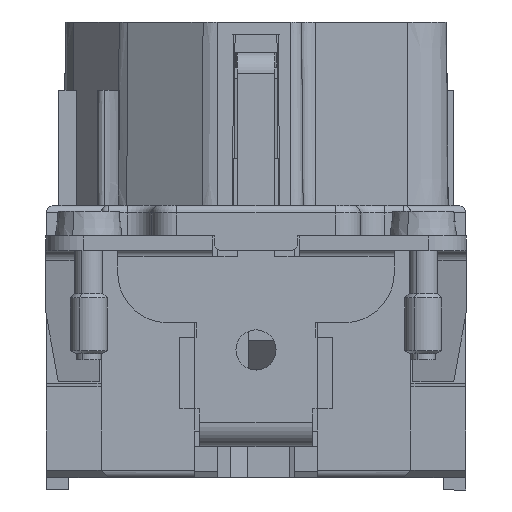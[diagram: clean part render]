
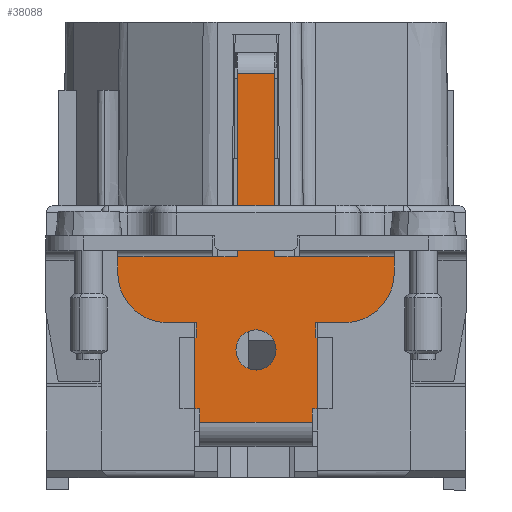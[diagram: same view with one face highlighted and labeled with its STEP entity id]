
A CAD part, front view. The second image highlights one B-rep face of the part: STEP entity #38088.
In plain terms, the highlighted planar face has unit normal (0, -1, 0).
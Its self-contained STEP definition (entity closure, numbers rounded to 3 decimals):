
#35688=AXIS2_PLACEMENT_3D('Circle Axis2P3D',#35686,#35687,$) ;
#36267=AXIS2_PLACEMENT_3D('Circle Axis2P3D',#36265,#36266,$) ;
#37986=AXIS2_PLACEMENT_3D('Circle Axis2P3D',#37984,#37985,$) ;
#38010=AXIS2_PLACEMENT_3D('Circle Axis2P3D',#38008,#38009,$) ;
#38037=AXIS2_PLACEMENT_3D('Plane Axis2P3D',#38034,#38035,#38036) ;
#35554=CARTESIAN_POINT('Line Origine',(19.45,9.05,18.8)) ;
#35558=CARTESIAN_POINT('Vertex',(18.45,9.05,18.8)) ;
#35560=CARTESIAN_POINT('Vertex',(20.45,9.05,18.8)) ;
#35608=CARTESIAN_POINT('Line Origine',(16.95,9.05,18.8)) ;
#35612=CARTESIAN_POINT('Vertex',(28.1,9.05,18.8)) ;
#35636=CARTESIAN_POINT('Vertex',(28.1,9.05,17.5)) ;
#35660=CARTESIAN_POINT('Line Origine',(28.1,9.05,18.15)) ;
#35686=CARTESIAN_POINT('Axis2P3D Location',(24.1,9.05,17.5)) ;
#35690=CARTESIAN_POINT('Vertex',(24.1,9.05,13.5)) ;
#35710=CARTESIAN_POINT('Line Origine',(22.925,9.05,13.5)) ;
#35714=CARTESIAN_POINT('Vertex',(21.75,9.05,13.5)) ;
#35741=CARTESIAN_POINT('Line Origine',(21.75,9.05,12.9)) ;
#35745=CARTESIAN_POINT('Vertex',(21.75,9.05,12.3)) ;
#35779=CARTESIAN_POINT('Line Origine',(21.825,9.05,12.3)) ;
#35783=CARTESIAN_POINT('Vertex',(21.9,9.05,12.3)) ;
#35834=CARTESIAN_POINT('Line Origine',(21.9,9.05,9.425)) ;
#35838=CARTESIAN_POINT('Vertex',(21.9,9.05,6.55)) ;
#35872=CARTESIAN_POINT('Line Origine',(21.7,9.05,6.55)) ;
#35876=CARTESIAN_POINT('Vertex',(21.5,9.05,6.55)) ;
#35941=CARTESIAN_POINT('Line Origine',(21.5,9.05,6.)) ;
#35945=CARTESIAN_POINT('Vertex',(21.5,9.05,5.45)) ;
#35976=CARTESIAN_POINT('Line Origine',(16.95,9.05,5.45)) ;
#35980=CARTESIAN_POINT('Vertex',(12.4,9.05,5.45)) ;
#36021=CARTESIAN_POINT('Line Origine',(12.4,9.05,6.)) ;
#36025=CARTESIAN_POINT('Vertex',(12.4,9.05,6.55)) ;
#36072=CARTESIAN_POINT('Line Origine',(12.2,9.05,6.55)) ;
#36076=CARTESIAN_POINT('Vertex',(12.,9.05,6.55)) ;
#36127=CARTESIAN_POINT('Line Origine',(12.,9.05,9.425)) ;
#36131=CARTESIAN_POINT('Vertex',(12.,9.05,12.3)) ;
#36160=CARTESIAN_POINT('Line Origine',(12.075,9.05,12.3)) ;
#36164=CARTESIAN_POINT('Vertex',(12.15,9.05,12.3)) ;
#36201=CARTESIAN_POINT('Line Origine',(12.15,9.05,12.9)) ;
#36205=CARTESIAN_POINT('Vertex',(12.15,9.05,13.5)) ;
#36234=CARTESIAN_POINT('Line Origine',(10.975,9.05,13.5)) ;
#36238=CARTESIAN_POINT('Vertex',(9.8,9.05,13.5)) ;
#36265=CARTESIAN_POINT('Axis2P3D Location',(9.8,9.05,17.5)) ;
#36269=CARTESIAN_POINT('Vertex',(5.8,9.05,17.5)) ;
#36289=CARTESIAN_POINT('Line Origine',(5.8,9.05,18.15)) ;
#36293=CARTESIAN_POINT('Vertex',(5.8,9.05,18.8)) ;
#36331=CARTESIAN_POINT('Line Origine',(16.95,9.05,18.8)) ;
#36335=CARTESIAN_POINT('Vertex',(13.45,9.05,18.8)) ;
#36371=CARTESIAN_POINT('Line Origine',(14.45,9.05,18.8)) ;
#36375=CARTESIAN_POINT('Vertex',(15.45,9.05,18.8)) ;
#37981=CARTESIAN_POINT('Vertex',(15.329,9.05,11.3)) ;
#37984=CARTESIAN_POINT('Axis2P3D Location',(16.95,9.05,11.3)) ;
#37988=CARTESIAN_POINT('Vertex',(18.571,9.05,11.3)) ;
#38008=CARTESIAN_POINT('Axis2P3D Location',(16.95,9.05,11.3)) ;
#38034=CARTESIAN_POINT('Axis2P3D Location',(16.95,9.05,19.3)) ;
#38039=CARTESIAN_POINT('Line Origine',(16.95,9.05,33.6)) ;
#38043=CARTESIAN_POINT('Vertex',(15.45,9.05,33.6)) ;
#38045=CARTESIAN_POINT('Vertex',(18.45,9.05,33.6)) ;
#38048=CARTESIAN_POINT('Line Origine',(15.45,9.05,26.2)) ;
#38053=CARTESIAN_POINT('Line Origine',(18.45,9.05,26.2)) ;
#35555=DIRECTION('Vector Direction',(1.,0.,0.)) ;
#35609=DIRECTION('Vector Direction',(1.,0.,0.)) ;
#35661=DIRECTION('Vector Direction',(0.,0.,1.)) ;
#35687=DIRECTION('Axis2P3D Direction',(0.,1.,0.)) ;
#35711=DIRECTION('Vector Direction',(-1.,0.,0.)) ;
#35742=DIRECTION('Vector Direction',(0.,0.,1.)) ;
#35780=DIRECTION('Vector Direction',(1.,0.,0.)) ;
#35835=DIRECTION('Vector Direction',(0.,0.,1.)) ;
#35873=DIRECTION('Vector Direction',(-1.,0.,0.)) ;
#35942=DIRECTION('Vector Direction',(0.,0.,1.)) ;
#35977=DIRECTION('Vector Direction',(1.,0.,0.)) ;
#36022=DIRECTION('Vector Direction',(0.,0.,-1.)) ;
#36073=DIRECTION('Vector Direction',(-1.,0.,0.)) ;
#36128=DIRECTION('Vector Direction',(0.,0.,1.)) ;
#36161=DIRECTION('Vector Direction',(1.,0.,0.)) ;
#36202=DIRECTION('Vector Direction',(0.,0.,-1.)) ;
#36235=DIRECTION('Vector Direction',(-1.,0.,0.)) ;
#36266=DIRECTION('Axis2P3D Direction',(0.,1.,0.)) ;
#36290=DIRECTION('Vector Direction',(0.,0.,-1.)) ;
#36332=DIRECTION('Vector Direction',(1.,0.,0.)) ;
#36372=DIRECTION('Vector Direction',(1.,0.,0.)) ;
#37985=DIRECTION('Axis2P3D Direction',(0.,1.,0.)) ;
#38009=DIRECTION('Axis2P3D Direction',(0.,1.,0.)) ;
#38035=DIRECTION('Axis2P3D Direction',(0.,1.,0.)) ;
#38036=DIRECTION('Axis2P3D XDirection',(1.,0.,0.)) ;
#38040=DIRECTION('Vector Direction',(1.,0.,0.)) ;
#38049=DIRECTION('Vector Direction',(0.,0.,-1.)) ;
#38054=DIRECTION('Vector Direction',(0.,0.,-1.)) ;
#35556=VECTOR('Line Direction',#35555,1.) ;
#35610=VECTOR('Line Direction',#35609,1.) ;
#35662=VECTOR('Line Direction',#35661,1.) ;
#35712=VECTOR('Line Direction',#35711,1.) ;
#35743=VECTOR('Line Direction',#35742,1.) ;
#35781=VECTOR('Line Direction',#35780,1.) ;
#35836=VECTOR('Line Direction',#35835,1.) ;
#35874=VECTOR('Line Direction',#35873,1.) ;
#35943=VECTOR('Line Direction',#35942,1.) ;
#35978=VECTOR('Line Direction',#35977,1.) ;
#36023=VECTOR('Line Direction',#36022,1.) ;
#36074=VECTOR('Line Direction',#36073,1.) ;
#36129=VECTOR('Line Direction',#36128,1.) ;
#36162=VECTOR('Line Direction',#36161,1.) ;
#36203=VECTOR('Line Direction',#36202,1.) ;
#36236=VECTOR('Line Direction',#36235,1.) ;
#36291=VECTOR('Line Direction',#36290,1.) ;
#36333=VECTOR('Line Direction',#36332,1.) ;
#36373=VECTOR('Line Direction',#36372,1.) ;
#38041=VECTOR('Line Direction',#38040,1.) ;
#38050=VECTOR('Line Direction',#38049,1.) ;
#38055=VECTOR('Line Direction',#38054,1.) ;
#38059=ORIENTED_EDGE('',*,*,#38047,.F.) ;
#38060=ORIENTED_EDGE('',*,*,#38052,.T.) ;
#38061=ORIENTED_EDGE('',*,*,#36377,.F.) ;
#38062=ORIENTED_EDGE('',*,*,#36337,.F.) ;
#38063=ORIENTED_EDGE('',*,*,#36295,.F.) ;
#38064=ORIENTED_EDGE('',*,*,#36271,.F.) ;
#38065=ORIENTED_EDGE('',*,*,#36240,.F.) ;
#38066=ORIENTED_EDGE('',*,*,#36207,.F.) ;
#38067=ORIENTED_EDGE('',*,*,#36166,.F.) ;
#38068=ORIENTED_EDGE('',*,*,#36133,.T.) ;
#38069=ORIENTED_EDGE('',*,*,#36078,.F.) ;
#38070=ORIENTED_EDGE('',*,*,#36027,.F.) ;
#38071=ORIENTED_EDGE('',*,*,#35982,.F.) ;
#38072=ORIENTED_EDGE('',*,*,#35947,.F.) ;
#38073=ORIENTED_EDGE('',*,*,#35878,.F.) ;
#38074=ORIENTED_EDGE('',*,*,#35840,.T.) ;
#38075=ORIENTED_EDGE('',*,*,#35785,.F.) ;
#38076=ORIENTED_EDGE('',*,*,#35747,.F.) ;
#38077=ORIENTED_EDGE('',*,*,#35716,.F.) ;
#38078=ORIENTED_EDGE('',*,*,#35692,.F.) ;
#38079=ORIENTED_EDGE('',*,*,#35664,.F.) ;
#38080=ORIENTED_EDGE('',*,*,#35614,.F.) ;
#38081=ORIENTED_EDGE('',*,*,#35562,.F.) ;
#38082=ORIENTED_EDGE('',*,*,#38057,.F.) ;
#38085=ORIENTED_EDGE('',*,*,#38012,.T.) ;
#38086=ORIENTED_EDGE('',*,*,#37990,.T.) ;
#38087=FACE_BOUND('',#38084,.T.) ;
#38088=ADVANCED_FACE('HDC HEEE 64 FC.1\\PE.1\\HDC HDD PEKO F.1\\Hauptk\X2\00F6\X0\rper',(#38083,#38087),#38038,.F.) ;
#35689=CIRCLE('generated circle',#35688,4.) ;
#36268=CIRCLE('generated circle',#36267,4.) ;
#37987=CIRCLE('generated circle',#37986,1.621) ;
#38011=CIRCLE('generated circle',#38010,1.621) ;
#35562=EDGE_CURVE('',#35559,#35561,#35557,.T.) ;
#35614=EDGE_CURVE('',#35561,#35613,#35611,.T.) ;
#35664=EDGE_CURVE('',#35613,#35637,#35663,.F.) ;
#35692=EDGE_CURVE('',#35637,#35691,#35689,.T.) ;
#35716=EDGE_CURVE('',#35691,#35715,#35713,.T.) ;
#35747=EDGE_CURVE('',#35715,#35746,#35744,.F.) ;
#35785=EDGE_CURVE('',#35746,#35784,#35782,.T.) ;
#35840=EDGE_CURVE('',#35839,#35784,#35837,.T.) ;
#35878=EDGE_CURVE('',#35839,#35877,#35875,.T.) ;
#35947=EDGE_CURVE('',#35877,#35946,#35944,.F.) ;
#35982=EDGE_CURVE('',#35946,#35981,#35979,.F.) ;
#36027=EDGE_CURVE('',#35981,#36026,#36024,.F.) ;
#36078=EDGE_CURVE('',#36026,#36077,#36075,.T.) ;
#36133=EDGE_CURVE('',#36132,#36077,#36130,.F.) ;
#36166=EDGE_CURVE('',#36132,#36165,#36163,.T.) ;
#36207=EDGE_CURVE('',#36165,#36206,#36204,.F.) ;
#36240=EDGE_CURVE('',#36206,#36239,#36237,.T.) ;
#36271=EDGE_CURVE('',#36239,#36270,#36268,.T.) ;
#36295=EDGE_CURVE('',#36270,#36294,#36292,.F.) ;
#36337=EDGE_CURVE('',#36294,#36336,#36334,.T.) ;
#36377=EDGE_CURVE('',#36336,#36376,#36374,.T.) ;
#37990=EDGE_CURVE('',#37989,#37982,#37987,.T.) ;
#38012=EDGE_CURVE('',#37982,#37989,#38011,.T.) ;
#38047=EDGE_CURVE('',#38044,#38046,#38042,.T.) ;
#38052=EDGE_CURVE('',#38044,#36376,#38051,.T.) ;
#38057=EDGE_CURVE('',#38046,#35559,#38056,.T.) ;
#38058=EDGE_LOOP('',(#38059,#38060,#38061,#38062,#38063,#38064,#38065,#38066,#38067,#38068,#38069,#38070,#38071,#38072,#38073,#38074,#38075,#38076,#38077,#38078,#38079,#38080,#38081,#38082)) ;
#38084=EDGE_LOOP('',(#38085,#38086)) ;
#38083=FACE_OUTER_BOUND('',#38058,.T.) ;
#35557=LINE('Line',#35554,#35556) ;
#35611=LINE('Line',#35608,#35610) ;
#35663=LINE('Line',#35660,#35662) ;
#35713=LINE('Line',#35710,#35712) ;
#35744=LINE('Line',#35741,#35743) ;
#35782=LINE('Line',#35779,#35781) ;
#35837=LINE('Line',#35834,#35836) ;
#35875=LINE('Line',#35872,#35874) ;
#35944=LINE('Line',#35941,#35943) ;
#35979=LINE('Line',#35976,#35978) ;
#36024=LINE('Line',#36021,#36023) ;
#36075=LINE('Line',#36072,#36074) ;
#36130=LINE('Line',#36127,#36129) ;
#36163=LINE('Line',#36160,#36162) ;
#36204=LINE('Line',#36201,#36203) ;
#36237=LINE('Line',#36234,#36236) ;
#36292=LINE('Line',#36289,#36291) ;
#36334=LINE('Line',#36331,#36333) ;
#36374=LINE('Line',#36371,#36373) ;
#38042=LINE('Line',#38039,#38041) ;
#38051=LINE('Line',#38048,#38050) ;
#38056=LINE('Line',#38053,#38055) ;
#38038=PLANE('',#38037) ;
#35559=VERTEX_POINT('',#35558) ;
#35561=VERTEX_POINT('',#35560) ;
#35613=VERTEX_POINT('',#35612) ;
#35637=VERTEX_POINT('',#35636) ;
#35691=VERTEX_POINT('',#35690) ;
#35715=VERTEX_POINT('',#35714) ;
#35746=VERTEX_POINT('',#35745) ;
#35784=VERTEX_POINT('',#35783) ;
#35839=VERTEX_POINT('',#35838) ;
#35877=VERTEX_POINT('',#35876) ;
#35946=VERTEX_POINT('',#35945) ;
#35981=VERTEX_POINT('',#35980) ;
#36026=VERTEX_POINT('',#36025) ;
#36077=VERTEX_POINT('',#36076) ;
#36132=VERTEX_POINT('',#36131) ;
#36165=VERTEX_POINT('',#36164) ;
#36206=VERTEX_POINT('',#36205) ;
#36239=VERTEX_POINT('',#36238) ;
#36270=VERTEX_POINT('',#36269) ;
#36294=VERTEX_POINT('',#36293) ;
#36336=VERTEX_POINT('',#36335) ;
#36376=VERTEX_POINT('',#36375) ;
#37982=VERTEX_POINT('',#37981) ;
#37989=VERTEX_POINT('',#37988) ;
#38044=VERTEX_POINT('',#38043) ;
#38046=VERTEX_POINT('',#38045) ;
